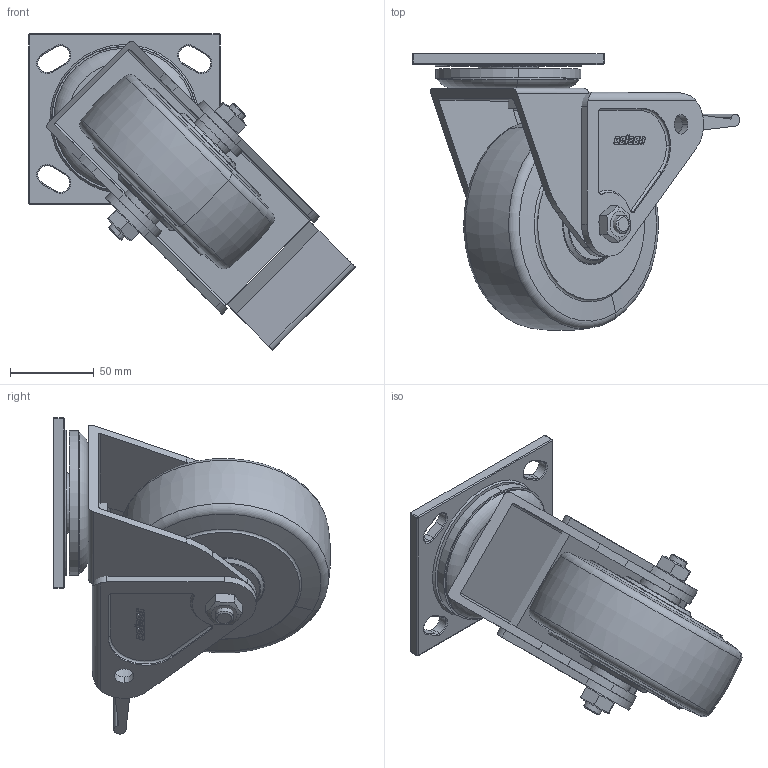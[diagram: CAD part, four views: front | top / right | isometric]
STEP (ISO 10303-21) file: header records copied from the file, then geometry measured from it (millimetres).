
FILE_DESCRIPTION (( 'STEP AP214' ), '1' );
FILE_NAME ('Caster Colson Series 4 5in Swivel and Brake.STEP', '2014-11-30T08:41:58', ( 'New User' ), ( '' ), 'SwSTEP 2.0', 'SolidWorks 2015', '' );
FILE_SCHEMA (( 'AUTOMOTIVE_DESIGN' ));
Length unit declared in the file: inch
Products named in the file (16): Nut; Mounting Plate; Wheel Housing; Brake; Brake Housing; Bearings Swivel; Wheel; Caster Colson Series 4 5in Swivel and Brake
Assembly tree (8 placements, depth 2):
  Nut
  Mounting Plate
  Wheel Housing
  Brake
  Brake Housing
Bounding box: 195.09 x 165.07 x 188.67 mm (x, y, z)
Volume: 955858.4 mm3; surface area: 178286.7 mm2
Topology: 8 solids, 8 shells, 486 faces, 1242 edges, 795 vertices
Faces by surface type: plane 212, cylinder 197, torus 59, cone 14, sphere 4
Entity records: 15702 total; most frequent: CARTESIAN_POINT 2701, DIRECTION 2648, ORIENTED_EDGE 2412, EDGE_CURVE 1206, AXIS2_PLACEMENT_3D 984, VERTEX_POINT 775, LINE 680, VECTOR 680
